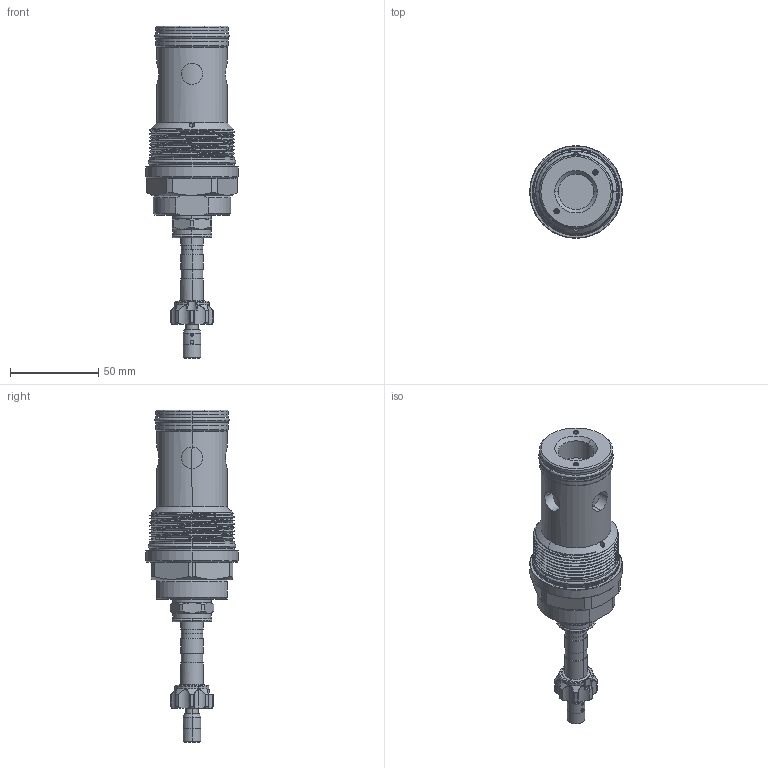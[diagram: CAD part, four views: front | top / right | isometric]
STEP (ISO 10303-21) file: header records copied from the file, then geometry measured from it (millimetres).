
FILE_DESCRIPTION (( 'STEP AP203' ), '1' );
FILE_NAME ('EP18A2A32T95.STEP', '2020-07-06T01:47:06', ( '' ), ( '' ), 'SwSTEP 2.0', 'SolidWorks 2018', '' );
FILE_SCHEMA (( 'CONFIG_CONTROL_DESIGN' ));
Length unit declared in the file: millimetre
Products named in the file (1): EP18A2A32T95
Bounding box: 52.37 x 52.37 x 187.6 mm (x, y, z)
Volume: 165698.1 mm3; surface area: 33072 mm2
Topology: 10 solids, 10 shells, 443 faces, 1051 edges, 646 vertices
Faces by surface type: cylinder 197, cone 81, plane 73, torus 47, bspline 41, sphere 4
Entity records: 19194 total; most frequent: CARTESIAN_POINT 9318, ORIENTED_EDGE 2078, DIRECTION 2030, EDGE_CURVE 1039, AXIS2_PLACEMENT_3D 848, VERTEX_POINT 640, EDGE_LOOP 479, CIRCLE 445
